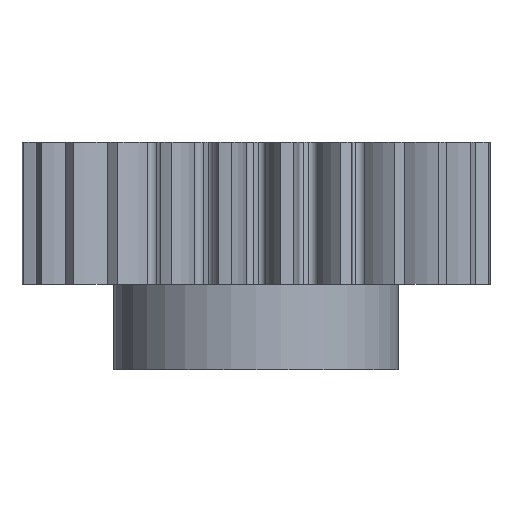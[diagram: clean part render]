
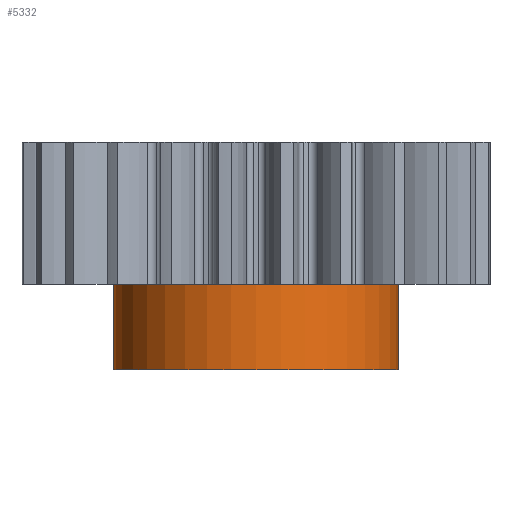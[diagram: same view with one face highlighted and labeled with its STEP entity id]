
A CAD part, front view. The second image highlights one B-rep face of the part: STEP entity #5332.
In plain terms, the highlighted cylindrical face has radius 25 mm (diameter 50 mm), a partial arc.
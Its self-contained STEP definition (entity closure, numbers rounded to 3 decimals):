
#250 = EDGE_CURVE ( 'NONE', #5454, #5461, #1947, .T. ) ;
#1943 = DIRECTION ( 'NONE',  ( 1., 0., 0. ) ) ;
#1944 = DIRECTION ( 'NONE',  ( 0., 0., 1. ) ) ;
#1945 = CARTESIAN_POINT ( 'NONE',  ( 0., 0., 0. ) ) ;
#1946 = AXIS2_PLACEMENT_3D ( 'NONE', #1945, #1944, #1943 ) ;
#1947 = CIRCLE ( 'NONE', #1946, 25. ) ;
#3954 = DIRECTION ( 'NONE',  ( 1., 0., 0. ) ) ;
#3955 = DIRECTION ( 'NONE',  ( 0., 0., 1. ) ) ;
#3956 = AXIS2_PLACEMENT_3D ( 'NONE', #3959, #3955, #3954 ) ;
#3959 = CARTESIAN_POINT ( 'NONE',  ( 0., 0., -15. ) ) ;
#3960 = AXIS2_PLACEMENT_3D ( 'NONE', #3964, #3967, #3966 ) ;
#3964 = CARTESIAN_POINT ( 'NONE',  ( 0., 0., -15. ) ) ;
#3966 = DIRECTION ( 'NONE',  ( 1., 0., 0. ) ) ;
#3967 = DIRECTION ( 'NONE',  ( 0., 0., 1. ) ) ;
#3968 = FACE_OUTER_BOUND ( 'NONE', #5329, .T. ) ;
#3972 = CYLINDRICAL_SURFACE ( 'NONE', #3960, 25. ) ;
#3979 = CIRCLE ( 'NONE', #3956, 25. ) ;
#4045 = CARTESIAN_POINT ( 'NONE',  ( -25., 0., 0. ) ) ;
#4079 = DIRECTION ( 'NONE',  ( 0., 0., 1. ) ) ;
#4080 = VECTOR ( 'NONE', #4079, 1000. ) ;
#4081 = CARTESIAN_POINT ( 'NONE',  ( -25., 0., -15. ) ) ;
#4082 = CARTESIAN_POINT ( 'NONE',  ( -25., 0., -15. ) ) ;
#4083 = CARTESIAN_POINT ( 'NONE',  ( 25., 0., -15. ) ) ;
#4084 = DIRECTION ( 'NONE',  ( 0., 0., 1. ) ) ;
#4085 = VECTOR ( 'NONE', #4084, 1000. ) ;
#4086 = CARTESIAN_POINT ( 'NONE',  ( 25., 0., -15. ) ) ;
#4089 = LINE ( 'NONE', #4086, #4085 ) ;
#4090 = LINE ( 'NONE', #4081, #4080 ) ;
#4093 = CARTESIAN_POINT ( 'NONE',  ( 25., 0., 0. ) ) ;
#5278 = ORIENTED_EDGE ( 'NONE', *, *, #250, .F. ) ;
#5280 = ORIENTED_EDGE ( 'NONE', *, *, #5462, .T. ) ;
#5306 = ORIENTED_EDGE ( 'NONE', *, *, #5463, .F. ) ;
#5329 = EDGE_LOOP ( 'NONE', ( #5306, #5334, #5280, #5278 ) ) ;
#5332 = ADVANCED_FACE ( 'NONE', ( #3968 ), #3972, .T. ) ;
#5333 = EDGE_CURVE ( 'NONE', #5474, #5473, #3979, .T. ) ;
#5334 = ORIENTED_EDGE ( 'NONE', *, *, #5333, .T. ) ;
#5454 = VERTEX_POINT ( 'NONE', #4045 ) ;
#5461 = VERTEX_POINT ( 'NONE', #4093 ) ;
#5462 = EDGE_CURVE ( 'NONE', #5473, #5461, #4089, .T. ) ;
#5463 = EDGE_CURVE ( 'NONE', #5474, #5454, #4090, .T. ) ;
#5473 = VERTEX_POINT ( 'NONE', #4083 ) ;
#5474 = VERTEX_POINT ( 'NONE', #4082 ) ;
